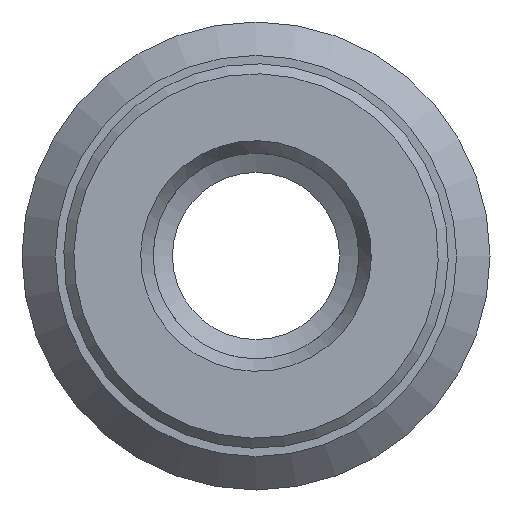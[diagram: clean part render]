
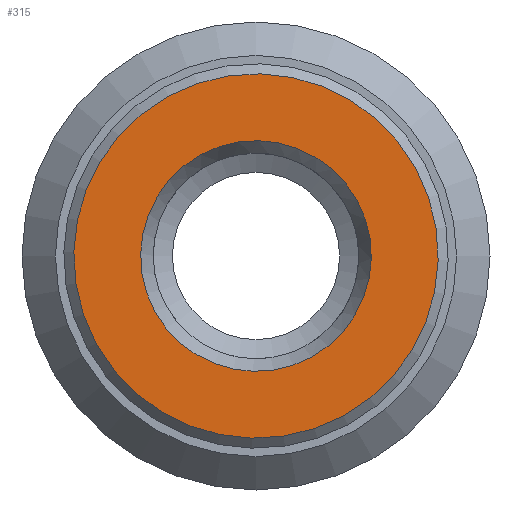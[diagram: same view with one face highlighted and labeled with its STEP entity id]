
A CAD part, front view. The second image highlights one B-rep face of the part: STEP entity #315.
In plain terms, the highlighted planar face has unit normal (0, -1, 0).
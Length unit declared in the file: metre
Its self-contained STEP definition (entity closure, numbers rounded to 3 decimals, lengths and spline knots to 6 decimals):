
#26=PLANE('',#376);
#64=ORIENTED_EDGE('',*,*,#110,.T.);
#65=ORIENTED_EDGE('',*,*,#104,.F.);
#104=EDGE_CURVE('',#132,#132,#160,.T.);
#110=EDGE_CURVE('',#138,#138,#166,.T.);
#132=VERTEX_POINT('',#539);
#138=VERTEX_POINT('',#554);
#160=CIRCLE('',#358,0.00545);
#166=CIRCLE('',#367,0.00345);
#204=EDGE_LOOP('',(#64));
#205=EDGE_LOOP('',(#65));
#260=FACE_BOUND('',#204,.T.);
#261=FACE_BOUND('',#205,.T.);
#315=ADVANCED_FACE('',(#260,#261),#26,.T.);
#358=AXIS2_PLACEMENT_3D('',#538,#428,#429);
#367=AXIS2_PLACEMENT_3D('',#553,#446,#447);
#376=AXIS2_PLACEMENT_3D('',#568,#464,#465);
#428=DIRECTION('',(0.,1.,0.));
#429=DIRECTION('',(-0.023,0.,-1.));
#446=DIRECTION('',(0.,1.,0.));
#447=DIRECTION('',(-0.023,0.,-1.));
#464=DIRECTION('',(0.,-1.,0.));
#465=DIRECTION('',(0.,0.,-1.));
#538=CARTESIAN_POINT('',(0.,-0.017203,0.));
#539=CARTESIAN_POINT('',(-0.000127,-0.017203,-0.005449));
#553=CARTESIAN_POINT('',(0.,-0.017203,0.));
#554=CARTESIAN_POINT('',(-0.00008,-0.017203,-0.003449));
#568=CARTESIAN_POINT('',(-0.005449,-0.017203,0.000127));
